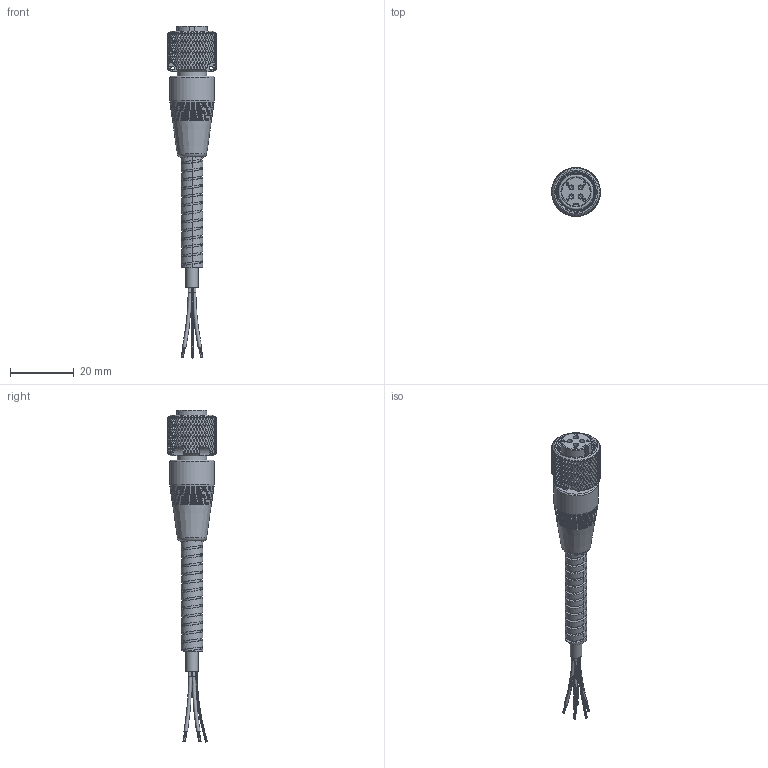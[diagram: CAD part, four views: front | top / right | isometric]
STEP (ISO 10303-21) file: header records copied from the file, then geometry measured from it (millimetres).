
FILE_DESCRIPTION(/* description */ (''),/* implementation_level */ '2;1');
FILE_NAME(/* name */ 'JQ4R.stp',/* time_stamp */ '2024-06-04T11:23:28-04:00',/* author */ ('cthayer'),/* organization */ (''),/* preprocessor_version */ 'ST-DEVELOPER v19',/* originating_system */ 'Autodesk Inventor 2023',/* authorisation */ '');
FILE_SCHEMA (('AUTOMOTIVE_DESIGN { 1 0 10303 214 3 1 1 }'));
Length unit declared in the file: inch
Products named in the file (12): JQ4A; CBP10666; CBP10163; MSP10137; CBA10088; CBP10557; CB218; CBP10196; CBP10038; CBP10663; JQ4A.Harness1; JQ4A.Harness1_1
Assembly tree (14 placements, depth 3):
  JQ4A
    CBP10666
    CBP10163
    CBP10557  x4
    MSP10137
    CBA10088
    CB218
      CBP10196
      CBP10038
    CBP10663
    JQ4A.Harness1
      JQ4A.Harness1_1
Bounding box: 15.24 x 15.24 x 103.81 mm (x, y, z)
Volume: 6206.9 mm3; surface area: 10968.4 mm2
Topology: 87 solids, 91 shells, 3200 faces, 8643 edges, 5608 vertices
Faces by surface type: bspline 1466, cylinder 1019, plane 416, torus 249, cone 50
Full cylindrical faces by diameter (mm): 0.127 x24, 0.74 x8, 1.25 x8, 1.27 x2, 1.803 x4, 1.854 x4, 1.981 x8, 2.591 x4, 3.759 x1, 4.496 x11, 5.258 x9, 5.385 x12, 5.969 x11, 6.096 x9, 6.858 x5, 8.103 x1, 8.128 x1, 9.144 x1, 9.423 x1, 9.677 x1, 10.795 x1, 11.974 x1, 12.119 x1, 12.265 x1, 12.41 x1, 12.555 x1, 12.7 x2, 12.845 x1, 12.99 x1, 13.135 x1
Entity records: 141336 total; most frequent: CARTESIAN_POINT 74143, ORIENTED_EDGE 17016, EDGE_CURVE 8512, DIRECTION 7064, B_SPLINE_CURVE_WITH_KNOTS 6390, VERTEX_POINT 5520, EDGE_LOOP 3250, AXIS2_PLACEMENT_3D 3242
